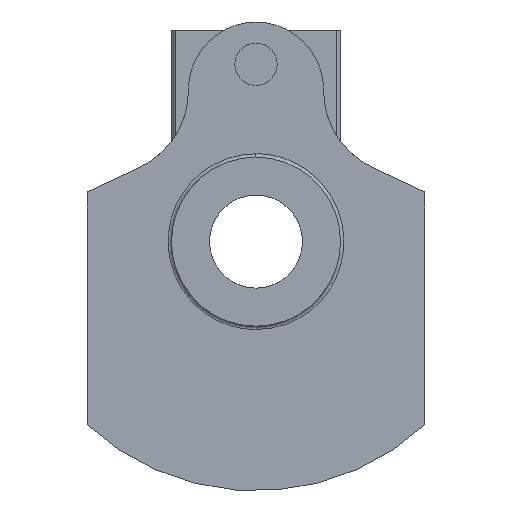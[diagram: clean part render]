
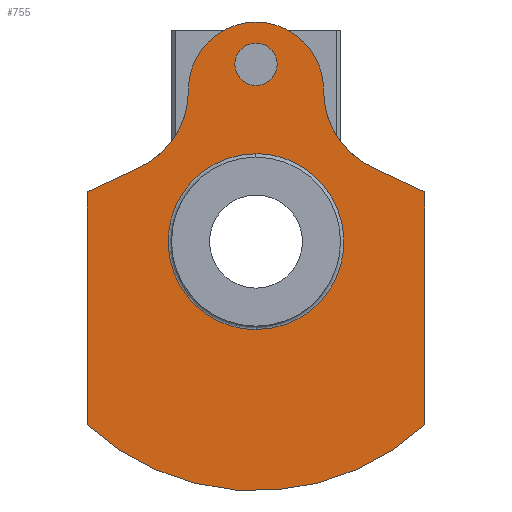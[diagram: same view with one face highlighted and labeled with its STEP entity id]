
A CAD part, left-side view. The second image highlights one B-rep face of the part: STEP entity #755.
In plain terms, the highlighted planar face has unit normal (-1, 0, 0).
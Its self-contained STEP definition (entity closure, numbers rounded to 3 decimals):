
#2 = AXIS2_PLACEMENT_3D ( 'NONE', #852, #833, #2212 ) ;
#19 = VERTEX_POINT ( 'NONE', #2731 ) ;
#26 = CARTESIAN_POINT ( 'NONE',  ( 4., 0., -10.4 ) ) ;
#73 = EDGE_LOOP ( 'NONE', ( #982, #1946 ) ) ;
#88 = VERTEX_POINT ( 'NONE', #1364 ) ;
#126 = AXIS2_PLACEMENT_3D ( 'NONE', #1322, #390, #2482 ) ;
#162 = AXIS2_PLACEMENT_3D ( 'NONE', #255, #1631, #1608 ) ;
#255 = CARTESIAN_POINT ( 'NONE',  ( 4., 0., 0. ) ) ;
#257 = VERTEX_POINT ( 'NONE', #2704 ) ;
#270 = LINE ( 'NONE', #1138, #565 ) ;
#318 = DIRECTION ( 'NONE',  ( 0., 0., 1. ) ) ;
#365 = EDGE_CURVE ( 'NONE', #257, #1733, #930, .T. ) ;
#370 = ORIENTED_EDGE ( 'NONE', *, *, #423, .F. ) ;
#375 = ORIENTED_EDGE ( 'NONE', *, *, #1472, .F. ) ;
#390 = DIRECTION ( 'NONE',  ( -1., 0., 0. ) ) ;
#415 = AXIS2_PLACEMENT_3D ( 'NONE', #1950, #2183, #318 ) ;
#423 = EDGE_CURVE ( 'NONE', #834, #646, #2408, .T. ) ;
#438 = ORIENTED_EDGE ( 'NONE', *, *, #1731, .F. ) ;
#469 = CARTESIAN_POINT ( 'NONE',  ( 4., 0., 23.5 ) ) ;
#476 = CARTESIAN_POINT ( 'NONE',  ( 4., -20.8, -10.4 ) ) ;
#481 = LINE ( 'NONE', #2600, #2461 ) ;
#489 = AXIS2_PLACEMENT_3D ( 'NONE', #799, #2668, #584 ) ;
#565 = VECTOR ( 'NONE', #2092, 1000. ) ;
#584 = DIRECTION ( 'NONE',  ( 0., 0., 1. ) ) ;
#603 = CARTESIAN_POINT ( 'NONE',  ( 4., -20., -10. ) ) ;
#615 = ORIENTED_EDGE ( 'NONE', *, *, #2596, .F. ) ;
#637 = EDGE_CURVE ( 'NONE', #2489, #749, #673, .T. ) ;
#646 = VERTEX_POINT ( 'NONE', #2908 ) ;
#673 = CIRCLE ( 'NONE', #1910, 8. ) ;
#708 = EDGE_CURVE ( 'NONE', #798, #2007, #2946, .T. ) ;
#714 = CARTESIAN_POINT ( 'NONE',  ( 4., 20., -21.685 ) ) ;
#749 = VERTEX_POINT ( 'NONE', #1764 ) ;
#755 = ADVANCED_FACE ( 'NONE', ( #2299, #1037, #1719 ), #2237, .F. ) ;
#798 = VERTEX_POINT ( 'NONE', #469 ) ;
#799 = CARTESIAN_POINT ( 'NONE',  ( 4., 0., 18. ) ) ;
#808 = CARTESIAN_POINT ( 'NONE',  ( 4., 0., 10.4 ) ) ;
#833 = DIRECTION ( 'NONE',  ( -1., 0., 0. ) ) ;
#834 = VERTEX_POINT ( 'NONE', #2769 ) ;
#852 = CARTESIAN_POINT ( 'NONE',  ( 4., 0., 21. ) ) ;
#854 = CARTESIAN_POINT ( 'NONE',  ( 4., -13.773, 8.787 ) ) ;
#930 = CIRCLE ( 'NONE', #162, 29.5 ) ;
#934 = ORIENTED_EDGE ( 'NONE', *, *, #1340, .F. ) ;
#944 = CIRCLE ( 'NONE', #489, 8. ) ;
#982 = ORIENTED_EDGE ( 'NONE', *, *, #2149, .F. ) ;
#1032 = CARTESIAN_POINT ( 'NONE',  ( 4., 20.8, 10.4 ) ) ;
#1037 = FACE_BOUND ( 'NONE', #73, .T. ) ;
#1041 = CARTESIAN_POINT ( 'NONE',  ( 4., 20.8, -10.4 ) ) ;
#1042 = EDGE_CURVE ( 'NONE', #1049, #88, #1548, .T. ) ;
#1049 = VERTEX_POINT ( 'NONE', #1488 ) ;
#1055 = DIRECTION ( 'NONE',  ( 1., 0., 0. ) ) ;
#1065 = ORIENTED_EDGE ( 'NONE', *, *, #1042, .F. ) ;
#1078 = ORIENTED_EDGE ( 'NONE', *, *, #2936, .F. ) ;
#1095 = CARTESIAN_POINT ( 'NONE',  ( 4., 0., -10. ) ) ;
#1138 = CARTESIAN_POINT ( 'NONE',  ( 4., 20., -10. ) ) ;
#1148 = VERTEX_POINT ( 'NONE', #854 ) ;
#1177 = CARTESIAN_POINT ( 'NONE',  ( 4., 0., 10.4 ) ) ;
#1214 = EDGE_CURVE ( 'NONE', #19, #257, #2186, .T. ) ;
#1216 = CARTESIAN_POINT ( 'NONE',  ( 4., 20., 5.884 ) ) ;
#1227 = DIRECTION ( 'NONE',  ( 0., -0.906, -0.423 ) ) ;
#1251 = VECTOR ( 'NONE', #1994, 1000. ) ;
#1311 = DIRECTION ( 'NONE',  ( -1., 0., 0. ) ) ;
#1320 = DIRECTION ( 'NONE',  ( 1., 0., 0. ) ) ;
#1322 = CARTESIAN_POINT ( 'NONE',  ( 4., -17.999, 17.85 ) ) ;
#1340 = EDGE_CURVE ( 'NONE', #88, #1049, #2845, .T. ) ;
#1364 = CARTESIAN_POINT ( 'NONE',  ( 4., 0., -10.4 ) ) ;
#1411 = ORIENTED_EDGE ( 'NONE', *, *, #1214, .F. ) ;
#1433 = EDGE_LOOP ( 'NONE', ( #934, #1065 ) ) ;
#1472 = EDGE_CURVE ( 'NONE', #646, #2489, #1859, .T. ) ;
#1488 = CARTESIAN_POINT ( 'NONE',  ( 4., 0., 10.4 ) ) ;
#1491 = CARTESIAN_POINT ( 'NONE',  ( 4., 8., 17.933 ) ) ;
#1548 =( BOUNDED_CURVE ( )  B_SPLINE_CURVE ( 3, ( #808, #1032, #1041, #1688 ),
 .UNSPECIFIED., .F., .T. ) 
 B_SPLINE_CURVE_WITH_KNOTS ( ( 4, 4 ),
 ( 0., 1. ),
 .UNSPECIFIED. ) 
 CURVE ( )  GEOMETRIC_REPRESENTATION_ITEM ( )  RATIONAL_B_SPLINE_CURVE ( ( 1., 0.333, 0.333, 1. ) ) 
 REPRESENTATION_ITEM ( '' )  );
#1608 = DIRECTION ( 'NONE',  ( 0., 0., 1. ) ) ;
#1631 = DIRECTION ( 'NONE',  ( 1., 0., 0. ) ) ;
#1688 = CARTESIAN_POINT ( 'NONE',  ( 4., 0., -10.4 ) ) ;
#1719 = FACE_BOUND ( 'NONE', #1433, .T. ) ;
#1731 = EDGE_CURVE ( 'NONE', #1733, #834, #270, .T. ) ;
#1733 = VERTEX_POINT ( 'NONE', #714 ) ;
#1764 = CARTESIAN_POINT ( 'NONE',  ( 4., 0., 26. ) ) ;
#1783 = DIRECTION ( 'NONE',  ( 0., 0., -1. ) ) ;
#1800 = DIRECTION ( 'NONE',  ( 0., 0., -1. ) ) ;
#1859 = CIRCLE ( 'NONE', #415, 10. ) ;
#1872 = ORIENTED_EDGE ( 'NONE', *, *, #365, .F. ) ;
#1875 = ORIENTED_EDGE ( 'NONE', *, *, #2466, .F. ) ;
#1910 = AXIS2_PLACEMENT_3D ( 'NONE', #2433, #1055, #2659 ) ;
#1912 = EDGE_LOOP ( 'NONE', ( #615, #1078, #2962, #375, #370, #438, #1872, #1411, #1875 ) ) ;
#1946 = ORIENTED_EDGE ( 'NONE', *, *, #708, .F. ) ;
#1950 = CARTESIAN_POINT ( 'NONE',  ( 4., 17.999, 17.85 ) ) ;
#1994 = DIRECTION ( 'NONE',  ( 0., 0., -1. ) ) ;
#2007 = VERTEX_POINT ( 'NONE', #2632 ) ;
#2013 = CARTESIAN_POINT ( 'NONE',  ( 4., 0., 21. ) ) ;
#2026 = AXIS2_PLACEMENT_3D ( 'NONE', #2013, #1311, #1800 ) ;
#2034 = CIRCLE ( 'NONE', #2, 2.5 ) ;
#2067 = CARTESIAN_POINT ( 'NONE',  ( 4., -8., 17.933 ) ) ;
#2092 = DIRECTION ( 'NONE',  ( 0., 0., 1. ) ) ;
#2149 = EDGE_CURVE ( 'NONE', #2007, #798, #2034, .T. ) ;
#2183 = DIRECTION ( 'NONE',  ( -1., 0., 0. ) ) ;
#2186 = LINE ( 'NONE', #603, #1251 ) ;
#2212 = DIRECTION ( 'NONE',  ( 0., 0., -1. ) ) ;
#2219 = AXIS2_PLACEMENT_3D ( 'NONE', #1095, #1320, #1783 ) ;
#2237 = PLANE ( 'NONE',  #2219 ) ;
#2299 = FACE_OUTER_BOUND ( 'NONE', #1912, .T. ) ;
#2365 = CARTESIAN_POINT ( 'NONE',  ( 4., -20.8, 10.4 ) ) ;
#2408 = LINE ( 'NONE', #1216, #2653 ) ;
#2433 = CARTESIAN_POINT ( 'NONE',  ( 4., 0., 18. ) ) ;
#2461 = VECTOR ( 'NONE', #1227, 1000. ) ;
#2466 = EDGE_CURVE ( 'NONE', #1148, #19, #481, .T. ) ;
#2482 = DIRECTION ( 'NONE',  ( 0., 0., 1. ) ) ;
#2489 = VERTEX_POINT ( 'NONE', #1491 ) ;
#2560 = CIRCLE ( 'NONE', #126, 10. ) ;
#2596 = EDGE_CURVE ( 'NONE', #2804, #1148, #2560, .T. ) ;
#2600 = CARTESIAN_POINT ( 'NONE',  ( 4., -13.773, 8.787 ) ) ;
#2632 = CARTESIAN_POINT ( 'NONE',  ( 4., 0., 18.5 ) ) ;
#2653 = VECTOR ( 'NONE', #2834, 1000. ) ;
#2659 = DIRECTION ( 'NONE',  ( 0., 0., 1. ) ) ;
#2668 = DIRECTION ( 'NONE',  ( 1., 0., 0. ) ) ;
#2704 = CARTESIAN_POINT ( 'NONE',  ( 4., -20., -21.685 ) ) ;
#2731 = CARTESIAN_POINT ( 'NONE',  ( 4., -20., 5.884 ) ) ;
#2769 = CARTESIAN_POINT ( 'NONE',  ( 4., 20., 5.884 ) ) ;
#2804 = VERTEX_POINT ( 'NONE', #2067 ) ;
#2834 = DIRECTION ( 'NONE',  ( 0., -0.906, 0.423 ) ) ;
#2845 =( BOUNDED_CURVE ( )  B_SPLINE_CURVE ( 3, ( #26, #476, #2365, #1177 ),
 .UNSPECIFIED., .F., .F. ) 
 B_SPLINE_CURVE_WITH_KNOTS ( ( 4, 4 ),
 ( 0., 1. ),
 .UNSPECIFIED. ) 
 CURVE ( )  GEOMETRIC_REPRESENTATION_ITEM ( )  RATIONAL_B_SPLINE_CURVE ( ( 1., 0.333, 0.333, 1. ) ) 
 REPRESENTATION_ITEM ( '' )  );
#2908 = CARTESIAN_POINT ( 'NONE',  ( 4., 13.773, 8.787 ) ) ;
#2936 = EDGE_CURVE ( 'NONE', #749, #2804, #944, .T. ) ;
#2946 = CIRCLE ( 'NONE', #2026, 2.5 ) ;
#2962 = ORIENTED_EDGE ( 'NONE', *, *, #637, .F. ) ;
